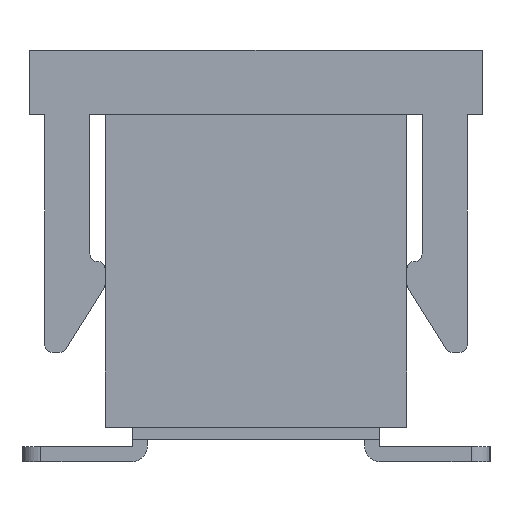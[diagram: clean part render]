
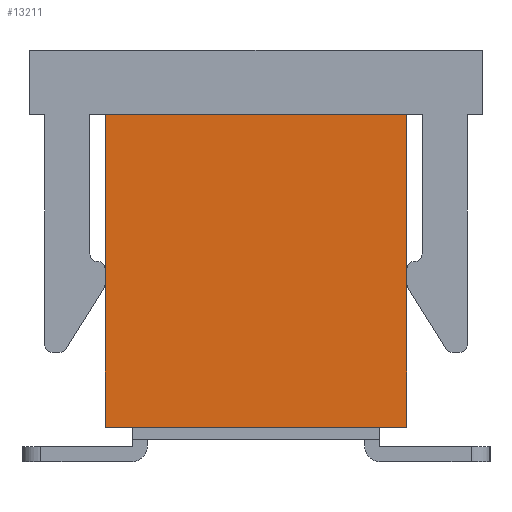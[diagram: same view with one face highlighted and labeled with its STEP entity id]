
A CAD part, left-side view. The second image highlights one B-rep face of the part: STEP entity #13211.
In plain terms, the highlighted planar face has unit normal (-1, 0, 0).
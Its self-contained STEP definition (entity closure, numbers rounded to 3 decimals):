
#1319=ORIENTED_EDGE('',*,*,#4897,.F.);
#1320=ORIENTED_EDGE('',*,*,#4190,.F.);
#1321=ORIENTED_EDGE('',*,*,#4898,.T.);
#1322=ORIENTED_EDGE('',*,*,#4280,.T.);
#4190=EDGE_CURVE('',#6062,#6060,#7226,.T.);
#4280=EDGE_CURVE('',#6153,#6151,#7316,.T.);
#4897=EDGE_CURVE('',#6060,#6151,#7933,.T.);
#4898=EDGE_CURVE('',#6062,#6153,#7934,.T.);
#6060=VERTEX_POINT('',#18329);
#6062=VERTEX_POINT('',#18333);
#6151=VERTEX_POINT('',#18513);
#6153=VERTEX_POINT('',#18516);
#7226=LINE('',#18334,#9026);
#7316=LINE('',#18515,#9116);
#7933=LINE('',#19749,#9733);
#7934=LINE('',#19750,#9734);
#9026=VECTOR('',#14757,1000.);
#9116=VECTOR('',#14849,1000.);
#9733=VECTOR('',#15816,1000.);
#9734=VECTOR('',#15817,1000.);
#10940=EDGE_LOOP('',(#1319,#1320,#1321,#1322));
#11754=FACE_BOUND('',#10940,.T.);
#12523=PLANE('',#13975);
#13211=ADVANCED_FACE('',(#11754),#12523,.T.);
#13975=AXIS2_PLACEMENT_3D('',#19748,#15814,#15815);
#14757=DIRECTION('',(0.,1.,0.));
#14849=DIRECTION('',(0.,1.,0.));
#15814=DIRECTION('',(-1.,0.,0.));
#15815=DIRECTION('',(0.,0.,1.));
#15816=DIRECTION('',(0.,0.,1.));
#15817=DIRECTION('',(0.,0.,1.));
#18329=CARTESIAN_POINT('',(-22.25,2.,-2.07));
#18333=CARTESIAN_POINT('',(-22.25,-2.,-2.07));
#18334=CARTESIAN_POINT('',(-22.25,-2.,-2.07));
#18513=CARTESIAN_POINT('',(-22.25,2.,2.07));
#18515=CARTESIAN_POINT('',(-22.25,-2.,2.07));
#18516=CARTESIAN_POINT('',(-22.25,-2.,2.07));
#19748=CARTESIAN_POINT('',(-22.25,-2.,-2.07));
#19749=CARTESIAN_POINT('',(-22.25,2.,-2.07));
#19750=CARTESIAN_POINT('',(-22.25,-2.,-2.07));
